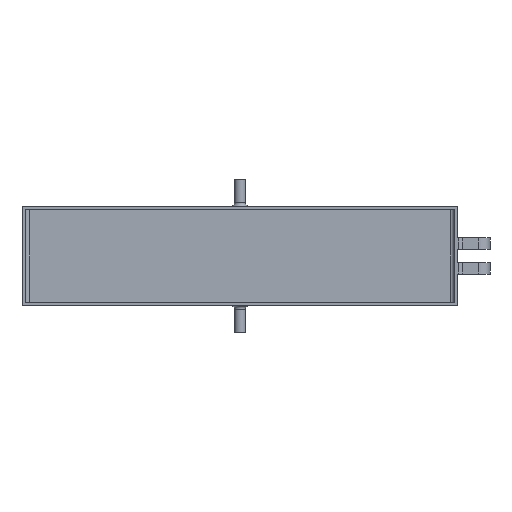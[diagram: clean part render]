
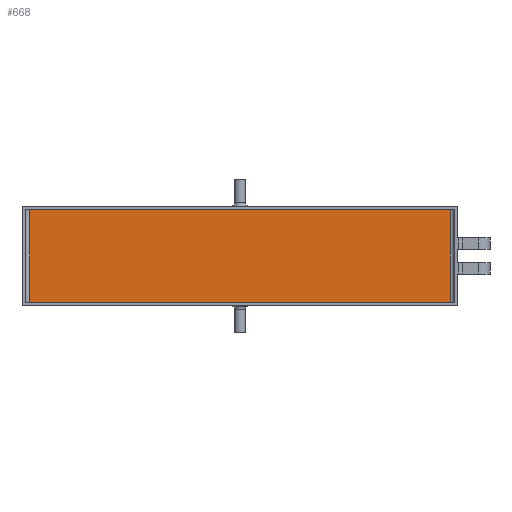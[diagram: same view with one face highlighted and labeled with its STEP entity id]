
A CAD part, top view. The second image highlights one B-rep face of the part: STEP entity #668.
In plain terms, the highlighted planar face has unit normal (0, 0, 1).
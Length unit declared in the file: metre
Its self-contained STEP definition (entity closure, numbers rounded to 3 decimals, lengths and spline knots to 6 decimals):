
#64=ORIENTED_EDGE('',*,*,#252,.T.);
#65=ORIENTED_EDGE('',*,*,#253,.T.);
#66=ORIENTED_EDGE('',*,*,#254,.T.);
#67=ORIENTED_EDGE('',*,*,#255,.T.);
#252=EDGE_CURVE('',#346,#347,#412,.T.);
#253=EDGE_CURVE('',#347,#348,#413,.T.);
#254=EDGE_CURVE('',#348,#349,#414,.T.);
#255=EDGE_CURVE('',#349,#346,#415,.F.);
#346=VERTEX_POINT('',#1012);
#347=VERTEX_POINT('',#1013);
#348=VERTEX_POINT('',#1015);
#349=VERTEX_POINT('',#1017);
#412=LINE('',#1011,#480);
#413=LINE('',#1014,#481);
#414=LINE('',#1016,#482);
#415=LINE('',#1018,#483);
#480=VECTOR('',#804,1.);
#481=VECTOR('',#805,1.);
#482=VECTOR('',#806,1.);
#483=VECTOR('',#807,1.);
#539=EDGE_LOOP('',(#64,#65,#66,#67));
#591=FACE_BOUND('',#539,.T.);
#643=PLANE('',#720);
#668=ADVANCED_FACE('',(#591),#643,.T.);
#720=AXIS2_PLACEMENT_3D('',#1010,#802,#803);
#802=DIRECTION('',(0.,0.,1.));
#803=DIRECTION('',(1.,0.,0.));
#804=DIRECTION('',(1.,0.,0.));
#805=DIRECTION('',(0.,1.,0.));
#806=DIRECTION('',(-1.,0.,0.));
#807=DIRECTION('',(0.,1.,0.));
#1010=CARTESIAN_POINT('',(0.,0.,0.005));
#1011=CARTESIAN_POINT('',(0.,-0.0205,0.005));
#1012=CARTESIAN_POINT('',(-0.093,-0.0205,0.005));
#1013=CARTESIAN_POINT('',(0.093,-0.0205,0.005));
#1014=CARTESIAN_POINT('',(0.093,0.,0.005));
#1015=CARTESIAN_POINT('',(0.093,0.0205,0.005));
#1016=CARTESIAN_POINT('',(0.,0.0205,0.005));
#1017=CARTESIAN_POINT('',(-0.093,0.0205,0.005));
#1018=CARTESIAN_POINT('',(-0.093,-0.0205,0.005));
